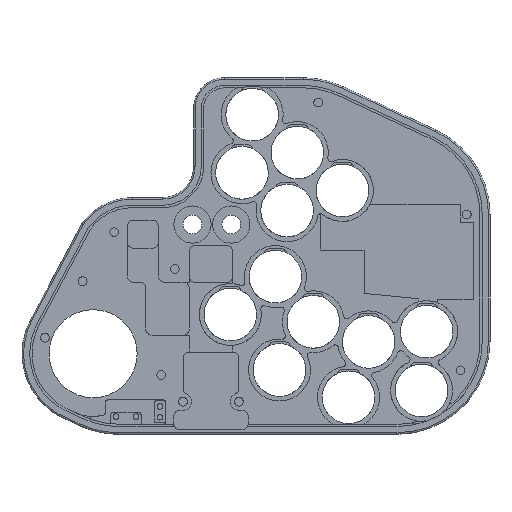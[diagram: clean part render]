
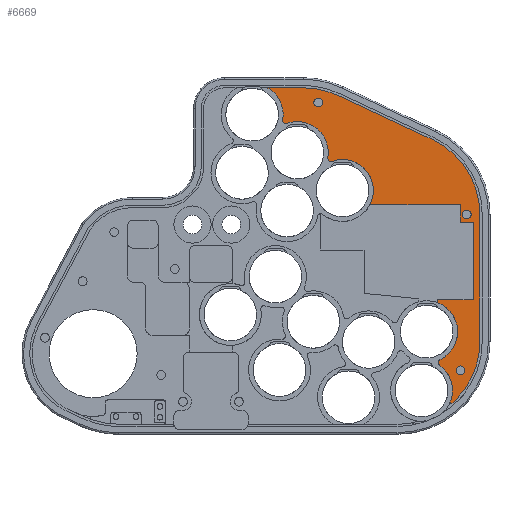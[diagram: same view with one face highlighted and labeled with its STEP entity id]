
A CAD part, front view. The second image highlights one B-rep face of the part: STEP entity #6669.
In plain terms, the highlighted planar face has unit normal (0, -1, 0).
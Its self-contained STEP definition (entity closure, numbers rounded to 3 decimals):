
#74=FACE_BOUND('',#714,.T.);
#75=FACE_BOUND('',#715,.T.);
#76=FACE_BOUND('',#716,.T.);
#147=PLANE('',#7140);
#317=FACE_OUTER_BOUND('',#713,.T.);
#713=EDGE_LOOP('',(#4616,#4617,#4618,#4619,#4620,#4621,#4622,#4623,#4624,
#4625,#4626,#4627,#4628,#4629,#4630,#4631,#4632,#4633,#4634,#4635,#4636));
#714=EDGE_LOOP('',(#4637));
#715=EDGE_LOOP('',(#4638));
#716=EDGE_LOOP('',(#4639));
#1168=LINE('',#10396,#1713);
#1172=LINE('',#10404,#1717);
#1175=LINE('',#10410,#1720);
#1178=LINE('',#10416,#1723);
#1181=LINE('',#10422,#1726);
#1184=LINE('',#10428,#1729);
#1211=LINE('',#10502,#1756);
#1212=LINE('',#10506,#1757);
#1213=LINE('',#10510,#1758);
#1713=VECTOR('',#8117,10.);
#1717=VECTOR('',#8123,10.);
#1720=VECTOR('',#8128,10.);
#1723=VECTOR('',#8133,10.);
#1726=VECTOR('',#8138,10.);
#1729=VECTOR('',#8143,10.);
#1756=VECTOR('',#8218,1000.);
#1757=VECTOR('',#8221,1000.);
#1758=VECTOR('',#8224,1000.);
#2268=CIRCLE('',#7138,10.);
#2270=CIRCLE('',#7141,10.);
#2271=CIRCLE('',#7142,1.);
#2272=CIRCLE('',#7143,10.);
#2273=CIRCLE('',#7144,26.75);
#2274=CIRCLE('',#7145,26.75);
#2275=CIRCLE('',#7146,26.75);
#2276=CIRCLE('',#7147,3.);
#2277=CIRCLE('',#7148,10.);
#2278=CIRCLE('',#7149,1.);
#2279=CIRCLE('',#7150,10.);
#2280=CIRCLE('',#7151,1.);
#2281=CIRCLE('',#7152,1.4);
#2282=CIRCLE('',#7153,1.4);
#2283=CIRCLE('',#7154,1.4);
#2772=VERTEX_POINT('',#10394);
#2773=VERTEX_POINT('',#10395);
#2776=VERTEX_POINT('',#10403);
#2778=VERTEX_POINT('',#10409);
#2780=VERTEX_POINT('',#10415);
#2782=VERTEX_POINT('',#10421);
#2784=VERTEX_POINT('',#10427);
#2800=VERTEX_POINT('',#10485);
#2803=VERTEX_POINT('',#10493);
#2804=VERTEX_POINT('',#10495);
#2805=VERTEX_POINT('',#10497);
#2806=VERTEX_POINT('',#10499);
#2807=VERTEX_POINT('',#10501);
#2808=VERTEX_POINT('',#10503);
#2809=VERTEX_POINT('',#10505);
#2810=VERTEX_POINT('',#10507);
#2811=VERTEX_POINT('',#10509);
#2812=VERTEX_POINT('',#10511);
#2813=VERTEX_POINT('',#10513);
#2814=VERTEX_POINT('',#10515);
#2815=VERTEX_POINT('',#10517);
#2816=VERTEX_POINT('',#10520);
#2817=VERTEX_POINT('',#10522);
#2818=VERTEX_POINT('',#10524);
#3460=EDGE_CURVE('',#2772,#2773,#1168,.T.);
#3464=EDGE_CURVE('',#2776,#2772,#1172,.T.);
#3467=EDGE_CURVE('',#2778,#2776,#1175,.T.);
#3470=EDGE_CURVE('',#2780,#2778,#1178,.T.);
#3473=EDGE_CURVE('',#2782,#2780,#1181,.T.);
#3476=EDGE_CURVE('',#2784,#2782,#1184,.T.);
#3506=EDGE_CURVE('',#2784,#2800,#2268,.T.);
#3510=EDGE_CURVE('',#2803,#2773,#2270,.T.);
#3511=EDGE_CURVE('',#2803,#2804,#2271,.T.);
#3512=EDGE_CURVE('',#2805,#2804,#2272,.T.);
#3513=EDGE_CURVE('',#2805,#2806,#2273,.T.);
#3514=EDGE_CURVE('',#2806,#2807,#1211,.T.);
#3515=EDGE_CURVE('',#2807,#2808,#2274,.T.);
#3516=EDGE_CURVE('',#2808,#2809,#1212,.T.);
#3517=EDGE_CURVE('',#2809,#2810,#2275,.T.);
#3518=EDGE_CURVE('',#2810,#2811,#1213,.T.);
#3519=EDGE_CURVE('',#2811,#2812,#2276,.T.);
#3520=EDGE_CURVE('',#2813,#2812,#2277,.T.);
#3521=EDGE_CURVE('',#2813,#2814,#2278,.T.);
#3522=EDGE_CURVE('',#2815,#2814,#2279,.T.);
#3523=EDGE_CURVE('',#2815,#2800,#2280,.T.);
#3524=EDGE_CURVE('',#2816,#2816,#2281,.T.);
#3525=EDGE_CURVE('',#2817,#2817,#2282,.T.);
#3526=EDGE_CURVE('',#2818,#2818,#2283,.T.);
#4616=ORIENTED_EDGE('',*,*,#3476,.T.);
#4617=ORIENTED_EDGE('',*,*,#3473,.T.);
#4618=ORIENTED_EDGE('',*,*,#3470,.T.);
#4619=ORIENTED_EDGE('',*,*,#3467,.T.);
#4620=ORIENTED_EDGE('',*,*,#3464,.T.);
#4621=ORIENTED_EDGE('',*,*,#3460,.T.);
#4622=ORIENTED_EDGE('',*,*,#3510,.F.);
#4623=ORIENTED_EDGE('',*,*,#3511,.T.);
#4624=ORIENTED_EDGE('',*,*,#3512,.F.);
#4625=ORIENTED_EDGE('',*,*,#3513,.T.);
#4626=ORIENTED_EDGE('',*,*,#3514,.T.);
#4627=ORIENTED_EDGE('',*,*,#3515,.T.);
#4628=ORIENTED_EDGE('',*,*,#3516,.T.);
#4629=ORIENTED_EDGE('',*,*,#3517,.T.);
#4630=ORIENTED_EDGE('',*,*,#3518,.T.);
#4631=ORIENTED_EDGE('',*,*,#3519,.T.);
#4632=ORIENTED_EDGE('',*,*,#3520,.F.);
#4633=ORIENTED_EDGE('',*,*,#3521,.T.);
#4634=ORIENTED_EDGE('',*,*,#3522,.F.);
#4635=ORIENTED_EDGE('',*,*,#3523,.T.);
#4636=ORIENTED_EDGE('',*,*,#3506,.F.);
#4637=ORIENTED_EDGE('',*,*,#3524,.F.);
#4638=ORIENTED_EDGE('',*,*,#3525,.F.);
#4639=ORIENTED_EDGE('',*,*,#3526,.F.);
#6669=ADVANCED_FACE('',(#317,#74,#75,#76),#147,.F.);
#7138=AXIS2_PLACEMENT_3D('',#10486,#8202,#8203);
#7140=AXIS2_PLACEMENT_3D('',#10492,#8208,#8209);
#7141=AXIS2_PLACEMENT_3D('',#10494,#8210,#8211);
#7142=AXIS2_PLACEMENT_3D('',#10496,#8212,#8213);
#7143=AXIS2_PLACEMENT_3D('',#10498,#8214,#8215);
#7144=AXIS2_PLACEMENT_3D('',#10500,#8216,#8217);
#7145=AXIS2_PLACEMENT_3D('',#10504,#8219,#8220);
#7146=AXIS2_PLACEMENT_3D('',#10508,#8222,#8223);
#7147=AXIS2_PLACEMENT_3D('',#10512,#8225,#8226);
#7148=AXIS2_PLACEMENT_3D('',#10514,#8227,#8228);
#7149=AXIS2_PLACEMENT_3D('',#10516,#8229,#8230);
#7150=AXIS2_PLACEMENT_3D('',#10518,#8231,#8232);
#7151=AXIS2_PLACEMENT_3D('',#10519,#8233,#8234);
#7152=AXIS2_PLACEMENT_3D('',#10521,#8235,#8236);
#7153=AXIS2_PLACEMENT_3D('',#10523,#8237,#8238);
#7154=AXIS2_PLACEMENT_3D('',#10525,#8239,#8240);
#8117=DIRECTION('',(0.,0.,-1.));
#8123=DIRECTION('',(-1.,0.,0.));
#8128=DIRECTION('',(0.,0.,-1.));
#8133=DIRECTION('',(1.,0.,0.));
#8138=DIRECTION('',(0.,0.,-1.));
#8143=DIRECTION('',(1.,0.,0.));
#8202=DIRECTION('center_axis',(0.,-1.,0.));
#8203=DIRECTION('ref_axis',(0.,0.,1.));
#8208=DIRECTION('center_axis',(0.,1.,0.));
#8209=DIRECTION('ref_axis',(0.,0.,1.));
#8210=DIRECTION('center_axis',(0.,-1.,0.));
#8211=DIRECTION('ref_axis',(0.,0.,1.));
#8212=DIRECTION('center_axis',(0.,-1.,0.));
#8213=DIRECTION('ref_axis',(0.,0.,1.));
#8214=DIRECTION('center_axis',(0.,-1.,0.));
#8215=DIRECTION('ref_axis',(0.,0.,1.));
#8216=DIRECTION('center_axis',(0.,-1.,0.));
#8217=DIRECTION('ref_axis',(0.,0.,1.));
#8218=DIRECTION('',(0.,0.,1.));
#8219=DIRECTION('center_axis',(0.,-1.,0.));
#8220=DIRECTION('ref_axis',(0.,0.,1.));
#8221=DIRECTION('',(-0.906,0.,0.423));
#8222=DIRECTION('center_axis',(0.,-1.,0.));
#8223=DIRECTION('ref_axis',(0.,0.,1.));
#8224=DIRECTION('',(-1.,0.,0.));
#8225=DIRECTION('center_axis',(0.,1.,0.));
#8226=DIRECTION('ref_axis',(0.,0.,1.));
#8227=DIRECTION('center_axis',(0.,-1.,0.));
#8228=DIRECTION('ref_axis',(0.,0.,1.));
#8229=DIRECTION('center_axis',(0.,-1.,0.));
#8230=DIRECTION('ref_axis',(0.,0.,1.));
#8231=DIRECTION('center_axis',(0.,-1.,0.));
#8232=DIRECTION('ref_axis',(0.,0.,1.));
#8233=DIRECTION('center_axis',(0.,-1.,0.));
#8234=DIRECTION('ref_axis',(0.,0.,1.));
#8235=DIRECTION('center_axis',(0.,-1.,0.));
#8236=DIRECTION('ref_axis',(0.,0.,-1.));
#8237=DIRECTION('center_axis',(0.,-1.,0.));
#8238=DIRECTION('ref_axis',(0.,0.,-1.));
#8239=DIRECTION('center_axis',(0.,-1.,0.));
#8240=DIRECTION('ref_axis',(0.,0.,-1.));
#10394=CARTESIAN_POINT('',(71.091,2.65,-13.716));
#10395=CARTESIAN_POINT('',(71.091,2.65,-14.693));
#10396=CARTESIAN_POINT('',(71.091,2.65,-6.683));
#10403=CARTESIAN_POINT('',(82.569,2.65,-13.716));
#10404=CARTESIAN_POINT('',(40.284,2.65,-13.716));
#10409=CARTESIAN_POINT('',(82.569,2.65,11.284));
#10410=CARTESIAN_POINT('',(82.569,2.65,5.817));
#10415=CARTESIAN_POINT('',(78.352,2.65,11.284));
#10416=CARTESIAN_POINT('',(38.176,2.65,11.284));
#10421=CARTESIAN_POINT('',(78.352,2.65,16.866));
#10422=CARTESIAN_POINT('',(78.352,2.65,8.608));
#10427=CARTESIAN_POINT('',(49.279,2.65,16.866));
#10428=CARTESIAN_POINT('',(23.639,2.65,16.866));
#10485=CARTESIAN_POINT('',(37.034,2.65,30.897));
#10486=CARTESIAN_POINT('Origin',(40.409,2.65,21.484));
#10492=CARTESIAN_POINT('Origin',(-2.,2.65,0.35));
#10493=CARTESIAN_POINT('',(71.849,2.65,-33.1));
#10494=CARTESIAN_POINT('Origin',(67.58,2.65,-24.057));
#10495=CARTESIAN_POINT('',(71.698,2.65,-34.82));
#10496=CARTESIAN_POINT('Origin',(72.276,2.65,-34.004));
#10497=CARTESIAN_POINT('',(74.409,2.65,-48.276));
#10498=CARTESIAN_POINT('Origin',(65.924,2.65,-42.984));
#10499=CARTESIAN_POINT('',(84.75,2.65,-27.15));
#10500=CARTESIAN_POINT('Origin',(58.,2.65,-27.15));
#10501=CARTESIAN_POINT('',(84.75,2.65,13.738));
#10502=CARTESIAN_POINT('',(84.75,2.65,-27.15));
#10503=CARTESIAN_POINT('',(69.305,2.65,37.982));
#10504=CARTESIAN_POINT('Origin',(58.,2.65,13.738));
#10505=CARTESIAN_POINT('',(39.042,2.65,52.094));
#10506=CARTESIAN_POINT('',(69.305,2.65,37.982));
#10507=CARTESIAN_POINT('',(27.736,2.65,54.6));
#10508=CARTESIAN_POINT('Origin',(27.736,2.65,27.85));
#10509=CARTESIAN_POINT('',(15.377,2.65,54.6));
#10510=CARTESIAN_POINT('',(27.736,2.65,54.6));
#10511=CARTESIAN_POINT('',(17.124,2.65,54.038));
#10512=CARTESIAN_POINT('Origin',(15.377,2.65,51.6));
#10513=CARTESIAN_POINT('',(21.156,2.65,44.221));
#10514=CARTESIAN_POINT('Origin',(11.299,2.65,45.91));
#10515=CARTESIAN_POINT('',(22.479,2.65,43.11));
#10516=CARTESIAN_POINT('Origin',(22.141,2.65,44.052));
#10517=CARTESIAN_POINT('',(35.71,2.65,32.008));
#10518=CARTESIAN_POINT('Origin',(25.854,2.65,33.697));
#10519=CARTESIAN_POINT('Origin',(36.696,2.65,31.839));
#10520=CARTESIAN_POINT('',(32.606,2.65,51.217));
#10521=CARTESIAN_POINT('Origin',(32.606,2.65,49.817));
#10522=CARTESIAN_POINT('',(80.5,2.65,15.138));
#10523=CARTESIAN_POINT('Origin',(80.5,2.65,13.738));
#10524=CARTESIAN_POINT('',(78.454,2.65,-35.125));
#10525=CARTESIAN_POINT('Origin',(78.454,2.65,-36.525));
